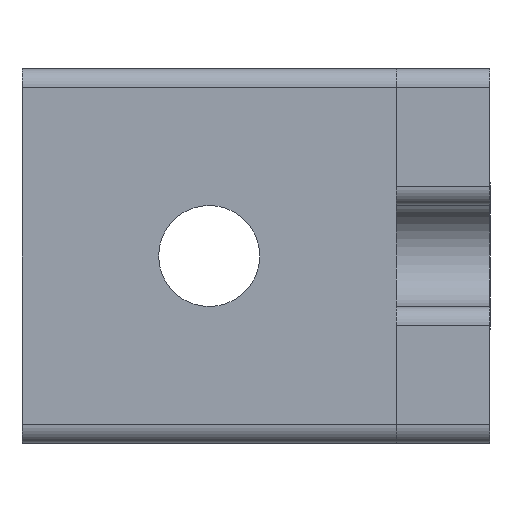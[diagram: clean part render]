
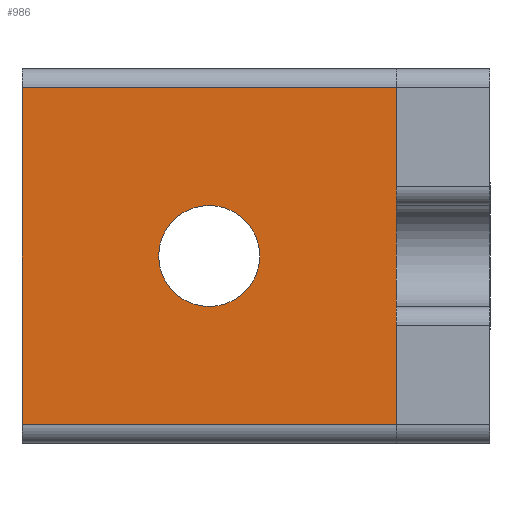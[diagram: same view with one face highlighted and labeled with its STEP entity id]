
A CAD part, left-side view. The second image highlights one B-rep face of the part: STEP entity #986.
In plain terms, the highlighted planar face has unit normal (-1, 0, 0).
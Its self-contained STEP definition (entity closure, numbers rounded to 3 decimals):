
#9 = FACE_BOUND ( 'NONE', #634, .T. ) ;
#15 = VERTEX_POINT ( 'NONE', #780 ) ;
#36 = PLANE ( 'NONE',  #442 ) ;
#45 = VERTEX_POINT ( 'NONE', #1193 ) ;
#73 = EDGE_LOOP ( 'NONE', ( #142, #1086, #475, #206 ) ) ;
#142 = ORIENTED_EDGE ( 'NONE', *, *, #1251, .T. ) ;
#156 = EDGE_CURVE ( 'NONE', #679, #15, #686, .T. ) ;
#182 = ORIENTED_EDGE ( 'NONE', *, *, #215, .T. ) ;
#200 = VERTEX_POINT ( 'NONE', #807 ) ;
#206 = ORIENTED_EDGE ( 'NONE', *, *, #156, .T. ) ;
#215 = EDGE_CURVE ( 'NONE', #612, #200, #608, .T. ) ;
#269 = CARTESIAN_POINT ( 'NONE',  ( -10.5, 5., 9. ) ) ;
#353 = CARTESIAN_POINT ( 'NONE',  ( -10.5, 15., 0. ) ) ;
#359 = VECTOR ( 'NONE', #718, 1000. ) ;
#421 = VECTOR ( 'NONE', #427, 1000. ) ;
#427 = DIRECTION ( 'NONE',  ( 0., 0., 1. ) ) ;
#442 = AXIS2_PLACEMENT_3D ( 'NONE', #991, #1159, #648 ) ;
#453 = ORIENTED_EDGE ( 'NONE', *, *, #601, .T. ) ;
#475 = ORIENTED_EDGE ( 'NONE', *, *, #1134, .F. ) ;
#481 = DIRECTION ( 'NONE',  ( 0., 0., -1. ) ) ;
#482 = DIRECTION ( 'NONE',  ( 0., 0., 1. ) ) ;
#492 = DIRECTION ( 'NONE',  ( 0., 1., 0. ) ) ;
#574 = CARTESIAN_POINT ( 'NONE',  ( -10.5, 15., 0. ) ) ;
#601 = EDGE_CURVE ( 'NONE', #200, #612, #1298, .T. ) ;
#608 = CIRCLE ( 'NONE', #618, 2.7 ) ;
#612 = VERTEX_POINT ( 'NONE', #1290 ) ;
#618 = AXIS2_PLACEMENT_3D ( 'NONE', #353, #1049, #481 ) ;
#634 = EDGE_LOOP ( 'NONE', ( #453, #182 ) ) ;
#648 = DIRECTION ( 'NONE',  ( 0., 0., -1. ) ) ;
#669 = AXIS2_PLACEMENT_3D ( 'NONE', #574, #1201, #704 ) ;
#679 = VERTEX_POINT ( 'NONE', #1129 ) ;
#686 = LINE ( 'NONE', #1207, #359 ) ;
#704 = DIRECTION ( 'NONE',  ( 0., 0., -1. ) ) ;
#718 = DIRECTION ( 'NONE',  ( 0., -1., 0. ) ) ;
#780 = CARTESIAN_POINT ( 'NONE',  ( -10.5, 5., -9. ) ) ;
#807 = CARTESIAN_POINT ( 'NONE',  ( -10.5, 15., -2.7 ) ) ;
#826 = LINE ( 'NONE', #1052, #850 ) ;
#848 = EDGE_CURVE ( 'NONE', #973, #45, #1071, .T. ) ;
#850 = VECTOR ( 'NONE', #482, 1000. ) ;
#864 = CARTESIAN_POINT ( 'NONE',  ( -10.5, 25., 9. ) ) ;
#959 = LINE ( 'NONE', #1012, #421 ) ;
#973 = VERTEX_POINT ( 'NONE', #269 ) ;
#986 = ADVANCED_FACE ( 'NONE', ( #9, #1060 ), #36, .F. ) ;
#991 = CARTESIAN_POINT ( 'NONE',  ( -10.5, 10., -10. ) ) ;
#1012 = CARTESIAN_POINT ( 'NONE',  ( -10.5, 25., 0. ) ) ;
#1049 = DIRECTION ( 'NONE',  ( 1., 0., 0. ) ) ;
#1052 = CARTESIAN_POINT ( 'NONE',  ( -10.5, 5., -10. ) ) ;
#1060 = FACE_OUTER_BOUND ( 'NONE', #73, .T. ) ;
#1071 = LINE ( 'NONE', #864, #1279 ) ;
#1086 = ORIENTED_EDGE ( 'NONE', *, *, #848, .T. ) ;
#1129 = CARTESIAN_POINT ( 'NONE',  ( -10.5, 25., -9. ) ) ;
#1134 = EDGE_CURVE ( 'NONE', #679, #45, #959, .T. ) ;
#1159 = DIRECTION ( 'NONE',  ( 1., 0., 0. ) ) ;
#1193 = CARTESIAN_POINT ( 'NONE',  ( -10.5, 25., 9. ) ) ;
#1201 = DIRECTION ( 'NONE',  ( 1., 0., 0. ) ) ;
#1207 = CARTESIAN_POINT ( 'NONE',  ( -10.5, 10., -9. ) ) ;
#1251 = EDGE_CURVE ( 'NONE', #15, #973, #826, .T. ) ;
#1279 = VECTOR ( 'NONE', #492, 1000. ) ;
#1290 = CARTESIAN_POINT ( 'NONE',  ( -10.5, 15., 2.7 ) ) ;
#1298 = CIRCLE ( 'NONE', #669, 2.7 ) ;
